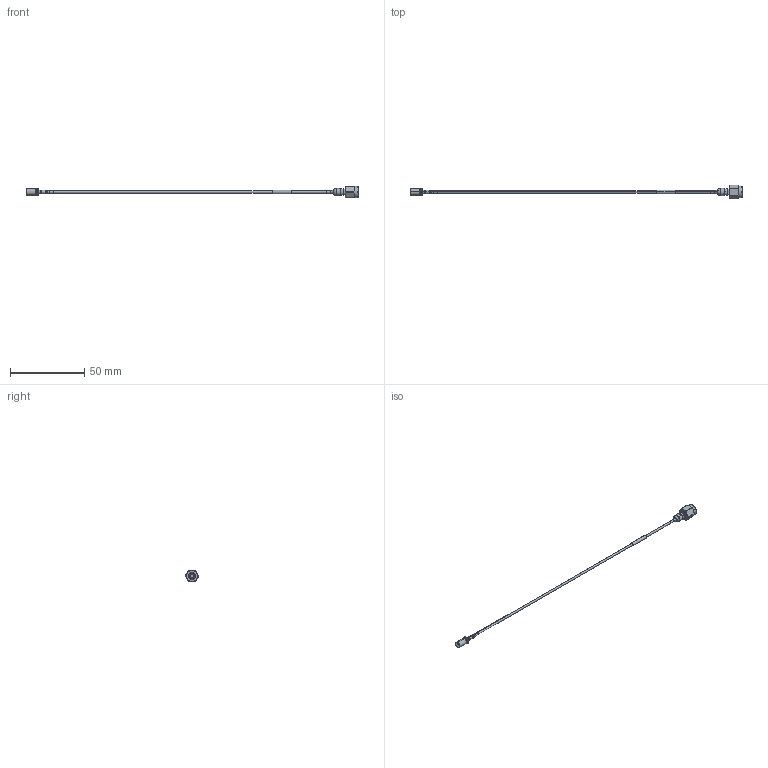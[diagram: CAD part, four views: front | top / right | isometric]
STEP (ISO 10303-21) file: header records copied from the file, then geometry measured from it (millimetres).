
FILE_DESCRIPTION (( 'STEP AP214' ), '1' );
FILE_NAME ('FMCA9723_3D.step', '2024-02-21T16:13:28', ( '' ), ( '' ), 'SwSTEP 2.0', 'SolidWorks 2022', '' );
FILE_SCHEMA (( 'AUTOMOTIVE_DESIGN' ));
Length unit declared in the file: inch
Products named in the file (7): 1AW01-003_.085 ID; PE-P047HF; PE44797; CA-PE-P047_2_Heatshrink_LONG; FMCA9723_3D; CA-PE-P047_4_Heatshrink_tapered; PE45539
Assembly tree (6 placements, depth 2):
  FMCA9723_3D
    PE-P047HF
    PE45539
    1AW01-003_.085 ID
    PE44797
    CA-PE-P047_2_Heatshrink_LONG
    CA-PE-P047_4_Heatshrink_tapered
Bounding box: 223.48 x 8.93 x 7.94 mm (x, y, z)
Volume: 887.9 mm3; surface area: 2396.4 mm2
Topology: 6 solids, 6 shells, 178 faces, 393 edges, 243 vertices
Faces by surface type: cylinder 87, plane 41, cone 27, torus 18, bspline 5
Entity records: 6543 total; most frequent: CARTESIAN_POINT 2115, DIRECTION 882, ORIENTED_EDGE 786, EDGE_CURVE 393, AXIS2_PLACEMENT_3D 373, VERTEX_POINT 243, EDGE_LOOP 200, CIRCLE 191
